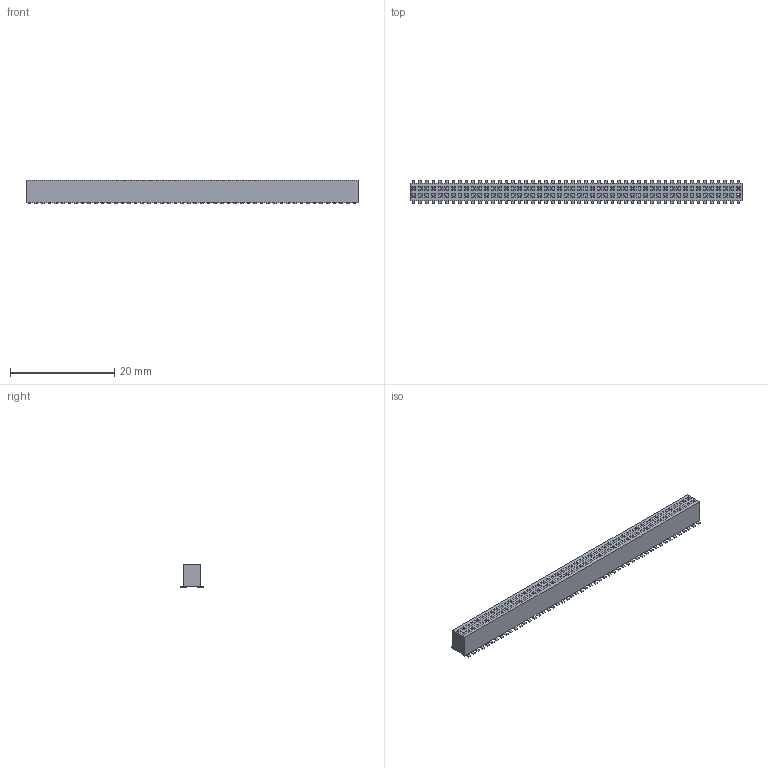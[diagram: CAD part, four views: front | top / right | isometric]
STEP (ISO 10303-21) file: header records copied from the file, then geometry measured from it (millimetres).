
FILE_DESCRIPTION((''),'2;1');
FILE_NAME('SAMTEC_FLE-150-01-G-DV.stp','2009-10-29T12:36:43',(''),(''),'Mechanical Desktop 2006','Mechanical Desktop 2006',', , ');
FILE_SCHEMA(('AUTOMOTIVE_DESIGN { 1 2 10303 214 0 1 1 1 }'));
Length unit declared in the file: millimetre
Products named in the file (1): Product
Bounding box: 63.61 x 4.6 x 4.55 mm (x, y, z)
Volume: 909.2 mm3; surface area: 1370.6 mm2
Topology: 101 solids, 101 shells, 1944 faces, 4532 edges, 2888 vertices
Faces by surface type: plane 1728, cylinder 216
Entity records: 54032 total; most frequent: CARTESIAN_POINT 9413, ORIENTED_EDGE 9064, DIRECTION 8822, EDGE_CURVE 4532, VECTOR 4100, LINE 4100, VERTEX_POINT 2888, AXIS2_PLACEMENT_3D 2361
